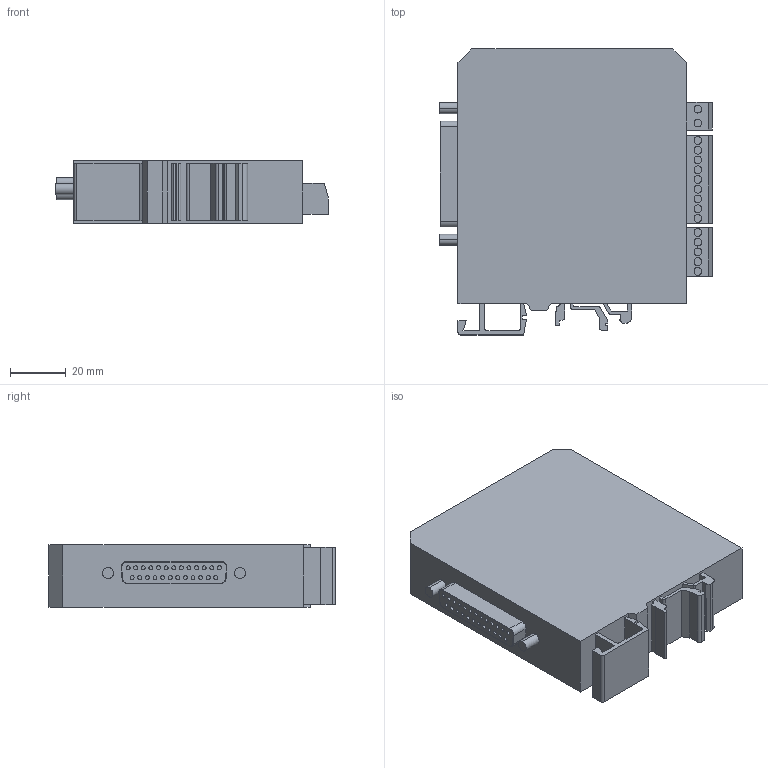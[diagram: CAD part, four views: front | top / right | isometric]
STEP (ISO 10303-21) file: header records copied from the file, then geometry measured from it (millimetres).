
FILE_DESCRIPTION((''),'2;1');
FILE_NAME('CAD-8772','2023-07-27T09:44:41',('creinig-se'),(''),'CREO PARAMETRIC BY PTC INC, 2022284','CREO PARAMETRIC BY PTC INC, 2022284','');
FILE_SCHEMA(('CONFIG_CONTROL_DESIGN','SHAPE_APPEARANCE_LAYERS_GROUPS'));
Length unit declared in the file: millimetre
Products named in the file (1): CAD-8772
Bounding box: 97.95 x 102.7 x 22.3 mm (x, y, z)
Volume: 177045.2 mm3; surface area: 31622.6 mm2
Topology: 1 solids, 1 shells, 396 faces, 957 edges, 638 vertices
Faces by surface type: plane 271, cylinder 125
Entity records: 17651 total; most frequent: DIRECTION 1999, CARTESIAN_POINT 1991, ORIENTED_EDGE 1914, PRESENTATION_STYLE_ASSIGNMENT 1267, STYLED_ITEM 958, CURVE_STYLE 957, EDGE_CURVE 957, VECTOR 707
